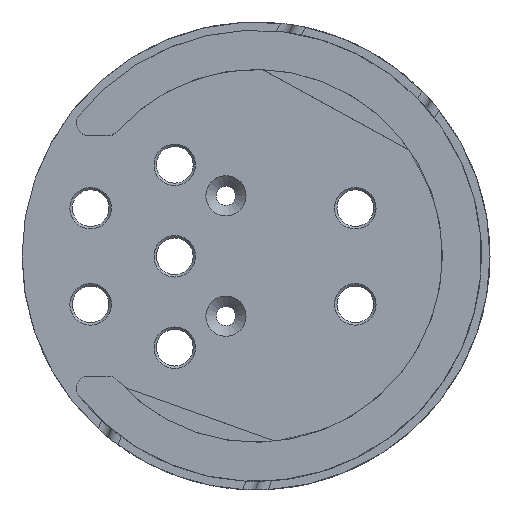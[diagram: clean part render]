
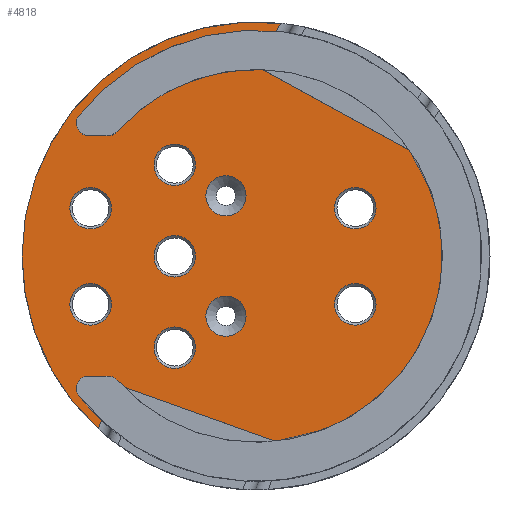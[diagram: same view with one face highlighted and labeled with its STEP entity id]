
A CAD part, top view. The second image highlights one B-rep face of the part: STEP entity #4818.
In plain terms, the highlighted planar face has unit normal (0, 0, 1).
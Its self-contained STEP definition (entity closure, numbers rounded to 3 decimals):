
#348=FACE_BOUND('',#775,.T.);
#349=FACE_BOUND('',#776,.T.);
#350=FACE_BOUND('',#777,.T.);
#351=FACE_BOUND('',#778,.T.);
#352=FACE_BOUND('',#779,.T.);
#353=FACE_BOUND('',#780,.T.);
#354=FACE_BOUND('',#781,.T.);
#355=FACE_BOUND('',#782,.T.);
#356=FACE_BOUND('',#783,.T.);
#379=PLANE('',#5109);
#500=FACE_OUTER_BOUND('',#774,.T.);
#774=EDGE_LOOP('',(#3302,#3303,#3304,#3305,#3306,#3307,#3308,#3309,#3310,
#3311,#3312,#3313,#3314,#3315,#3316,#3317,#3318,#3319));
#775=EDGE_LOOP('',(#3320));
#776=EDGE_LOOP('',(#3321));
#777=EDGE_LOOP('',(#3322));
#778=EDGE_LOOP('',(#3323));
#779=EDGE_LOOP('',(#3324));
#780=EDGE_LOOP('',(#3325));
#781=EDGE_LOOP('',(#3326));
#782=EDGE_LOOP('',(#3327));
#783=EDGE_LOOP('',(#3328));
#1079=LINE('',#6445,#1521);
#1080=LINE('',#6453,#1522);
#1081=LINE('',#6459,#1523);
#1082=LINE('',#6465,#1524);
#1083=LINE('',#6471,#1525);
#1084=LINE('',#6475,#1526);
#1521=VECTOR('',#5413,10.);
#1522=VECTOR('',#5420,10.);
#1523=VECTOR('',#5425,10.);
#1524=VECTOR('',#5430,10.);
#1525=VECTOR('',#5435,10.);
#1526=VECTOR('',#5438,10.);
#1962=CIRCLE('',#5107,3.34);
#1964=CIRCLE('',#5110,2.);
#1965=CIRCLE('',#5111,0.2);
#1966=CIRCLE('',#5112,36.9);
#1967=CIRCLE('',#5113,38.9);
#1968=CIRCLE('',#5114,38.9);
#1969=CIRCLE('',#5115,36.5);
#1970=CIRCLE('',#5116,2.);
#1971=CIRCLE('',#5117,2.);
#1972=CIRCLE('',#5118,31.);
#1973=CIRCLE('',#5119,31.);
#1974=CIRCLE('',#5120,31.);
#1975=CIRCLE('',#5121,2.);
#1976=CIRCLE('',#5122,3.34);
#1977=CIRCLE('',#5123,3.45);
#1978=CIRCLE('',#5124,3.45);
#1979=CIRCLE('',#5125,3.45);
#1980=CIRCLE('',#5126,3.45);
#1981=CIRCLE('',#5127,3.45);
#1982=CIRCLE('',#5128,3.45);
#1983=CIRCLE('',#5129,3.45);
#2067=VERTEX_POINT('',#6437);
#2069=VERTEX_POINT('',#6443);
#2070=VERTEX_POINT('',#6444);
#2071=VERTEX_POINT('',#6446);
#2072=VERTEX_POINT('',#6448);
#2073=VERTEX_POINT('',#6450);
#2074=VERTEX_POINT('',#6452);
#2075=VERTEX_POINT('',#6454);
#2076=VERTEX_POINT('',#6456);
#2077=VERTEX_POINT('',#6458);
#2078=VERTEX_POINT('',#6460);
#2079=VERTEX_POINT('',#6462);
#2080=VERTEX_POINT('',#6464);
#2081=VERTEX_POINT('',#6466);
#2082=VERTEX_POINT('',#6468);
#2083=VERTEX_POINT('',#6470);
#2084=VERTEX_POINT('',#6472);
#2085=VERTEX_POINT('',#6474);
#2086=VERTEX_POINT('',#6476);
#2087=VERTEX_POINT('',#6479);
#2088=VERTEX_POINT('',#6481);
#2089=VERTEX_POINT('',#6483);
#2090=VERTEX_POINT('',#6485);
#2091=VERTEX_POINT('',#6487);
#2092=VERTEX_POINT('',#6489);
#2093=VERTEX_POINT('',#6491);
#2094=VERTEX_POINT('',#6493);
#2551=EDGE_CURVE('',#2067,#2067,#1962,.T.);
#2554=EDGE_CURVE('',#2069,#2070,#1079,.T.);
#2555=EDGE_CURVE('',#2070,#2071,#1964,.T.);
#2556=EDGE_CURVE('',#2072,#2071,#1965,.F.);
#2557=EDGE_CURVE('',#2072,#2073,#1966,.T.);
#2558=EDGE_CURVE('',#2073,#2074,#1080,.T.);
#2559=EDGE_CURVE('',#2075,#2074,#1967,.T.);
#2560=EDGE_CURVE('',#2076,#2075,#1968,.T.);
#2561=EDGE_CURVE('',#2076,#2077,#1081,.T.);
#2562=EDGE_CURVE('',#2078,#2077,#1969,.T.);
#2563=EDGE_CURVE('',#2079,#2078,#1970,.F.);
#2564=EDGE_CURVE('',#2079,#2080,#1082,.T.);
#2565=EDGE_CURVE('',#2080,#2081,#1971,.T.);
#2566=EDGE_CURVE('',#2081,#2082,#1972,.T.);
#2567=EDGE_CURVE('',#2082,#2083,#1083,.T.);
#2568=EDGE_CURVE('',#2083,#2084,#1973,.T.);
#2569=EDGE_CURVE('',#2084,#2085,#1084,.T.);
#2570=EDGE_CURVE('',#2085,#2086,#1974,.T.);
#2571=EDGE_CURVE('',#2069,#2086,#1975,.F.);
#2572=EDGE_CURVE('',#2087,#2087,#1976,.T.);
#2573=EDGE_CURVE('',#2088,#2088,#1977,.T.);
#2574=EDGE_CURVE('',#2089,#2089,#1978,.T.);
#2575=EDGE_CURVE('',#2090,#2090,#1979,.T.);
#2576=EDGE_CURVE('',#2091,#2091,#1980,.T.);
#2577=EDGE_CURVE('',#2092,#2092,#1981,.T.);
#2578=EDGE_CURVE('',#2093,#2093,#1982,.T.);
#2579=EDGE_CURVE('',#2094,#2094,#1983,.T.);
#3302=ORIENTED_EDGE('',*,*,#2554,.T.);
#3303=ORIENTED_EDGE('',*,*,#2555,.T.);
#3304=ORIENTED_EDGE('',*,*,#2556,.F.);
#3305=ORIENTED_EDGE('',*,*,#2557,.T.);
#3306=ORIENTED_EDGE('',*,*,#2558,.T.);
#3307=ORIENTED_EDGE('',*,*,#2559,.F.);
#3308=ORIENTED_EDGE('',*,*,#2560,.F.);
#3309=ORIENTED_EDGE('',*,*,#2561,.T.);
#3310=ORIENTED_EDGE('',*,*,#2562,.F.);
#3311=ORIENTED_EDGE('',*,*,#2563,.F.);
#3312=ORIENTED_EDGE('',*,*,#2564,.T.);
#3313=ORIENTED_EDGE('',*,*,#2565,.T.);
#3314=ORIENTED_EDGE('',*,*,#2566,.T.);
#3315=ORIENTED_EDGE('',*,*,#2567,.T.);
#3316=ORIENTED_EDGE('',*,*,#2568,.T.);
#3317=ORIENTED_EDGE('',*,*,#2569,.T.);
#3318=ORIENTED_EDGE('',*,*,#2570,.T.);
#3319=ORIENTED_EDGE('',*,*,#2571,.F.);
#3320=ORIENTED_EDGE('',*,*,#2572,.F.);
#3321=ORIENTED_EDGE('',*,*,#2573,.F.);
#3322=ORIENTED_EDGE('',*,*,#2574,.F.);
#3323=ORIENTED_EDGE('',*,*,#2575,.F.);
#3324=ORIENTED_EDGE('',*,*,#2576,.F.);
#3325=ORIENTED_EDGE('',*,*,#2577,.F.);
#3326=ORIENTED_EDGE('',*,*,#2578,.F.);
#3327=ORIENTED_EDGE('',*,*,#2579,.F.);
#3328=ORIENTED_EDGE('',*,*,#2551,.F.);
#4818=ADVANCED_FACE('',(#500,#348,#349,#350,#351,#352,#353,#354,#355,#356),
#379,.F.);
#5107=AXIS2_PLACEMENT_3D('',#6438,#5406,#5407);
#5109=AXIS2_PLACEMENT_3D('',#6442,#5411,#5412);
#5110=AXIS2_PLACEMENT_3D('',#6447,#5414,#5415);
#5111=AXIS2_PLACEMENT_3D('',#6449,#5416,#5417);
#5112=AXIS2_PLACEMENT_3D('',#6451,#5418,#5419);
#5113=AXIS2_PLACEMENT_3D('',#6455,#5421,#5422);
#5114=AXIS2_PLACEMENT_3D('',#6457,#5423,#5424);
#5115=AXIS2_PLACEMENT_3D('',#6461,#5426,#5427);
#5116=AXIS2_PLACEMENT_3D('',#6463,#5428,#5429);
#5117=AXIS2_PLACEMENT_3D('',#6467,#5431,#5432);
#5118=AXIS2_PLACEMENT_3D('',#6469,#5433,#5434);
#5119=AXIS2_PLACEMENT_3D('',#6473,#5436,#5437);
#5120=AXIS2_PLACEMENT_3D('',#6477,#5439,#5440);
#5121=AXIS2_PLACEMENT_3D('',#6478,#5441,#5442);
#5122=AXIS2_PLACEMENT_3D('',#6480,#5443,#5444);
#5123=AXIS2_PLACEMENT_3D('',#6482,#5445,#5446);
#5124=AXIS2_PLACEMENT_3D('',#6484,#5447,#5448);
#5125=AXIS2_PLACEMENT_3D('',#6486,#5449,#5450);
#5126=AXIS2_PLACEMENT_3D('',#6488,#5451,#5452);
#5127=AXIS2_PLACEMENT_3D('',#6490,#5453,#5454);
#5128=AXIS2_PLACEMENT_3D('',#6492,#5455,#5456);
#5129=AXIS2_PLACEMENT_3D('',#6494,#5457,#5458);
#5406=DIRECTION('center_axis',(0.,0.,1.));
#5407=DIRECTION('ref_axis',(-1.,0.,0.));
#5411=DIRECTION('center_axis',(0.,0.,-1.));
#5412=DIRECTION('ref_axis',(1.,0.,0.));
#5413=DIRECTION('',(-1.,0.,0.));
#5414=DIRECTION('center_axis',(0.,0.,-1.));
#5415=DIRECTION('ref_axis',(-0.9,-0.436,0.));
#5416=DIRECTION('center_axis',(0.,0.,-1.));
#5417=DIRECTION('ref_axis',(-0.976,0.218,0.));
#5418=DIRECTION('center_axis',(0.,0.,-1.));
#5419=DIRECTION('ref_axis',(1.,0.,0.));
#5420=DIRECTION('',(0.48,0.877,0.));
#5421=DIRECTION('center_axis',(0.,0.,-1.));
#5422=DIRECTION('ref_axis',(1.,0.,0.));
#5423=DIRECTION('center_axis',(0.,0.,-1.));
#5424=DIRECTION('ref_axis',(1.,0.,0.));
#5425=DIRECTION('',(0.337,0.942,0.));
#5426=DIRECTION('center_axis',(0.,0.,1.));
#5427=DIRECTION('ref_axis',(1.,0.,0.));
#5428=DIRECTION('center_axis',(0.,0.,-1.));
#5429=DIRECTION('ref_axis',(-0.9,0.436,0.));
#5430=DIRECTION('',(1.,0.,0.));
#5431=DIRECTION('center_axis',(0.,0.,-1.));
#5432=DIRECTION('ref_axis',(0.408,0.913,0.));
#5433=DIRECTION('center_axis',(0.,0.,1.));
#5434=DIRECTION('ref_axis',(1.,0.,0.));
#5435=DIRECTION('',(0.942,-0.337,0.));
#5436=DIRECTION('center_axis',(0.,0.,1.));
#5437=DIRECTION('ref_axis',(1.,0.,0.));
#5438=DIRECTION('',(-0.877,0.48,0.));
#5439=DIRECTION('center_axis',(0.,0.,1.));
#5440=DIRECTION('ref_axis',(1.,0.,0.));
#5441=DIRECTION('center_axis',(0.,0.,-1.));
#5442=DIRECTION('ref_axis',(0.408,-0.913,0.));
#5443=DIRECTION('center_axis',(0.,0.,1.));
#5444=DIRECTION('ref_axis',(-1.,0.,0.));
#5445=DIRECTION('center_axis',(0.,0.,1.));
#5446=DIRECTION('ref_axis',(-1.,0.,0.));
#5447=DIRECTION('center_axis',(0.,0.,1.));
#5448=DIRECTION('ref_axis',(-1.,0.,0.));
#5449=DIRECTION('center_axis',(0.,0.,1.));
#5450=DIRECTION('ref_axis',(-1.,0.,0.));
#5451=DIRECTION('center_axis',(0.,0.,1.));
#5452=DIRECTION('ref_axis',(-1.,0.,0.));
#5453=DIRECTION('center_axis',(0.,0.,1.));
#5454=DIRECTION('ref_axis',(-1.,0.,0.));
#5455=DIRECTION('center_axis',(0.,0.,1.));
#5456=DIRECTION('ref_axis',(-1.,0.,0.));
#5457=DIRECTION('center_axis',(0.,0.,1.));
#5458=DIRECTION('ref_axis',(-1.,0.,0.));
#6437=CARTESIAN_POINT('',(-1.66,10.,-15.7));
#6438=CARTESIAN_POINT('Origin',(-5.,10.,-15.7));
#6442=CARTESIAN_POINT('Origin',(0.,0.,-15.7));
#6443=CARTESIAN_POINT('',(-24.597,20.,-15.7));
#6444=CARTESIAN_POINT('',(-27.861,20.,-15.7));
#6445=CARTESIAN_POINT('',(-11.843,20.,-15.7));
#6446=CARTESIAN_POINT('',(-29.825,21.619,-15.7));
#6447=CARTESIAN_POINT('Origin',(-27.861,22.,-15.7));
#6448=CARTESIAN_POINT('',(-29.79,21.776,-15.7));
#6449=CARTESIAN_POINT('Origin',(-29.628,21.658,-15.7));
#6450=CARTESIAN_POINT('',(3.041,36.774,-15.7));
#6451=CARTESIAN_POINT('Origin',(0.,0.,-15.7));
#6452=CARTESIAN_POINT('',(4.087,38.685,-15.7));
#6453=CARTESIAN_POINT('',(-4.349,23.284,-15.7));
#6454=CARTESIAN_POINT('',(-38.9,0.,-15.7));
#6455=CARTESIAN_POINT('Origin',(0.,0.,-15.7));
#6456=CARTESIAN_POINT('',(-26.203,-28.751,-15.7));
#6457=CARTESIAN_POINT('Origin',(0.,0.,-15.7));
#6458=CARTESIAN_POINT('',(-25.323,-26.287,-15.7));
#6459=CARTESIAN_POINT('',(-20.043,-11.514,-15.7));
#6460=CARTESIAN_POINT('',(-29.701,-21.216,-15.7));
#6461=CARTESIAN_POINT('Origin',(0.,0.,-15.7));
#6462=CARTESIAN_POINT('',(-27.861,-20.,-15.7));
#6463=CARTESIAN_POINT('Origin',(-27.861,-22.,-15.7));
#6464=CARTESIAN_POINT('',(-24.597,-20.,-15.7));
#6465=CARTESIAN_POINT('',(-15.861,-20.,-15.7));
#6466=CARTESIAN_POINT('',(-23.106,-20.667,-15.7));
#6467=CARTESIAN_POINT('Origin',(-24.597,-22.,-15.7));
#6468=CARTESIAN_POINT('',(-22.07,-21.769,-15.7));
#6469=CARTESIAN_POINT('Origin',(0.,0.,-15.7));
#6470=CARTESIAN_POINT('',(3.276,-30.826,-15.7));
#6471=CARTESIAN_POINT('',(-4.689,-27.98,-15.7));
#6472=CARTESIAN_POINT('',(25.542,17.567,-15.7));
#6473=CARTESIAN_POINT('Origin',(0.,0.,-15.7));
#6474=CARTESIAN_POINT('',(1.052,30.982,-15.7));
#6475=CARTESIAN_POINT('',(17.682,21.872,-15.7));
#6476=CARTESIAN_POINT('',(-23.106,20.667,-15.7));
#6477=CARTESIAN_POINT('Origin',(0.,0.,-15.7));
#6478=CARTESIAN_POINT('Origin',(-24.597,22.,-15.7));
#6479=CARTESIAN_POINT('',(-1.66,-10.,-15.7));
#6480=CARTESIAN_POINT('Origin',(-5.,-10.,-15.7));
#6481=CARTESIAN_POINT('',(19.95,-8.045,-15.7));
#6482=CARTESIAN_POINT('Origin',(16.5,-8.045,-15.7));
#6483=CARTESIAN_POINT('',(19.95,7.955,-15.7));
#6484=CARTESIAN_POINT('Origin',(16.5,7.955,-15.7));
#6485=CARTESIAN_POINT('',(-24.05,-8.045,-15.7));
#6486=CARTESIAN_POINT('Origin',(-27.5,-8.045,-15.7));
#6487=CARTESIAN_POINT('',(-24.05,7.955,-15.7));
#6488=CARTESIAN_POINT('Origin',(-27.5,7.955,-15.7));
#6489=CARTESIAN_POINT('',(-10.05,-15.245,-15.7));
#6490=CARTESIAN_POINT('Origin',(-13.5,-15.245,-15.7));
#6491=CARTESIAN_POINT('',(-10.05,-0.045,-15.7));
#6492=CARTESIAN_POINT('Origin',(-13.5,-0.045,-15.7));
#6493=CARTESIAN_POINT('',(-10.05,15.155,-15.7));
#6494=CARTESIAN_POINT('Origin',(-13.5,15.155,-15.7));
